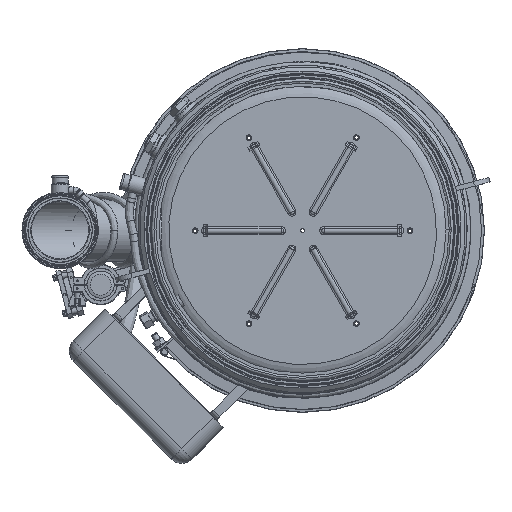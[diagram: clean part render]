
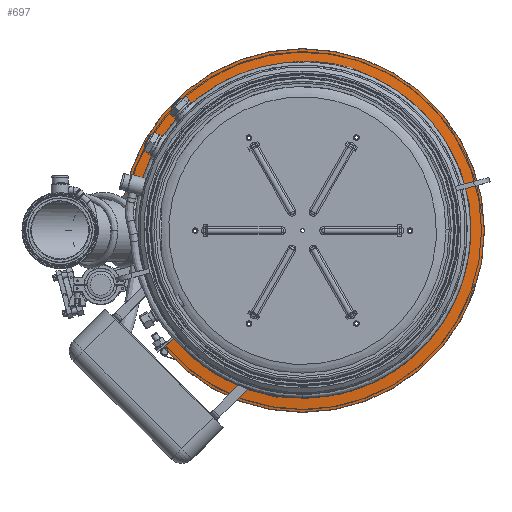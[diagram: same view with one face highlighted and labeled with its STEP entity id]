
A CAD part, top view. The second image highlights one B-rep face of the part: STEP entity #697.
In plain terms, the highlighted conical face has half-angle 85 degrees and reference radius 284.144 mm.
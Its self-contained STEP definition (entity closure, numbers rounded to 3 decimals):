
#697=ADVANCED_FACE('',(#17584),#17586,.T.);
#17584=FACE_BOUND('',#17585,.T.);
#17585=EDGE_LOOP('',(#36815,#36816,#36817,#36818));
#17586=CONICAL_SURFACE('',#17587,284.144,1.484);
#17587=AXIS2_PLACEMENT_3D('',#17588,#17589,#17590);
#17588=CARTESIAN_POINT('',(0.,0.,135.29));
#17589=DIRECTION('',(0.,0.,-1.));
#17590=DIRECTION('',(0.766,0.643,0.));
#36815=ORIENTED_EDGE('',*,*,#40663,.T.);
#36816=ORIENTED_EDGE('',*,*,#40664,.T.);
#36817=ORIENTED_EDGE('',*,*,#40665,.F.);
#36818=ORIENTED_EDGE('',*,*,#40666,.F.);
#40663=EDGE_CURVE('',#44954,#44955,#44956,.T.);
#40664=EDGE_CURVE('',#44955,#44957,#44958,.T.);
#40665=EDGE_CURVE('',#44959,#44957,#44960,.T.);
#40666=EDGE_CURVE('',#44954,#44959,#44961,.T.);
#44954=VERTEX_POINT('',#65297);
#44955=VERTEX_POINT('',#65298);
#44956=LINE('',#65299,#65300);
#44957=VERTEX_POINT('',#65302);
#44958=CIRCLE('',#65303,315.026);
#44959=VERTEX_POINT('',#65307);
#44960=LINE('',#65308,#65309);
#44961=CIRCLE('',#65311,253.261);
#65297=CARTESIAN_POINT('',(-194.01,-162.793,137.992));
#65298=CARTESIAN_POINT('',(-241.324,-202.495,132.589));
#65299=CARTESIAN_POINT('',(-194.01,-162.793,137.992));
#65300=VECTOR('',#65301,1.);
#65301=DIRECTION('',(-0.763,-0.64,-0.087));
#65302=CARTESIAN_POINT('',(-315.026,0.,132.589));
#65303=AXIS2_PLACEMENT_3D('',#65304,#65305,#65306);
#65304=CARTESIAN_POINT('',(0.,0.,132.589));
#65305=DIRECTION('',(0.,0.,1.));
#65306=DIRECTION('',(-0.766,-0.643,0.));
#65307=CARTESIAN_POINT('',(-253.261,0.,137.992));
#65308=CARTESIAN_POINT('',(-253.261,0.,137.992));
#65309=VECTOR('',#65310,1.);
#65310=DIRECTION('',(-0.996,0.,-0.087));
#65311=AXIS2_PLACEMENT_3D('',#65312,#65313,#65314);
#65312=CARTESIAN_POINT('',(0.,0.,137.992));
#65313=DIRECTION('',(0.,0.,1.));
#65314=DIRECTION('',(-0.766,-0.643,0.));
